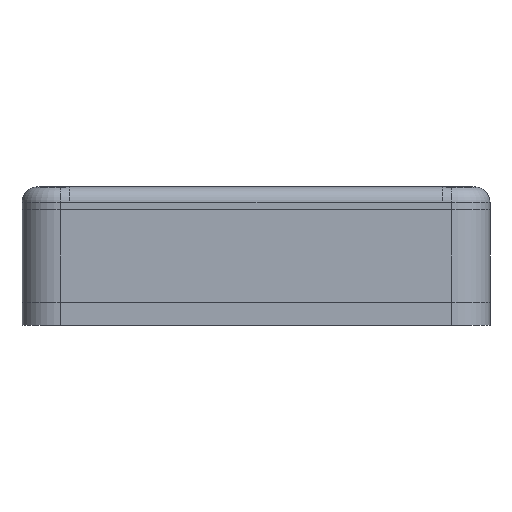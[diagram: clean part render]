
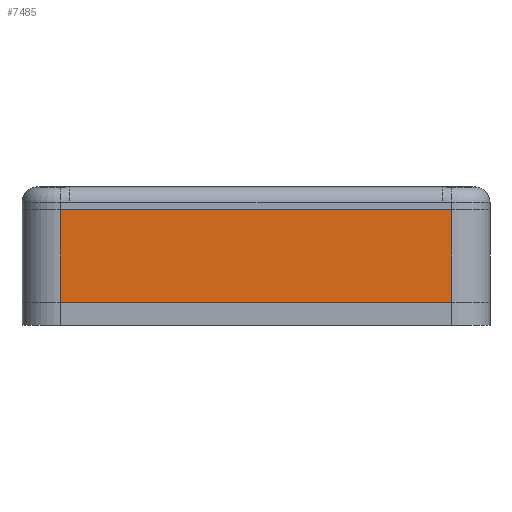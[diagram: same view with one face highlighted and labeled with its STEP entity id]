
A CAD part, left-side view. The second image highlights one B-rep face of the part: STEP entity #7485.
In plain terms, the highlighted planar face has unit normal (-1, 0, 0).
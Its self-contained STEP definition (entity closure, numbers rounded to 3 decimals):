
#755=PLANE('',#7893);
#1152=FACE_OUTER_BOUND('',#1615,.T.);
#1615=EDGE_LOOP('',(#6965,#6966,#6967,#6968));
#2246=LINE('',#14183,#2885);
#2254=LINE('',#14212,#2893);
#2255=LINE('',#14216,#2894);
#2256=LINE('',#14217,#2895);
#2885=VECTOR('',#9226,10.);
#2893=VECTOR('',#9254,10.);
#2894=VECTOR('',#9259,10.);
#2895=VECTOR('',#9260,10.);
#3735=VERTEX_POINT('',#14180);
#3736=VERTEX_POINT('',#14182);
#3747=VERTEX_POINT('',#14211);
#3748=VERTEX_POINT('',#14215);
#4811=EDGE_CURVE('',#3735,#3736,#2246,.T.);
#4826=EDGE_CURVE('',#3736,#3747,#2254,.T.);
#4828=EDGE_CURVE('',#3748,#3735,#2255,.T.);
#4829=EDGE_CURVE('',#3747,#3748,#2256,.T.);
#6965=ORIENTED_EDGE('',*,*,#4826,.F.);
#6966=ORIENTED_EDGE('',*,*,#4811,.F.);
#6967=ORIENTED_EDGE('',*,*,#4828,.F.);
#6968=ORIENTED_EDGE('',*,*,#4829,.F.);
#7485=ADVANCED_FACE('',(#1152),#755,.T.);
#7893=AXIS2_PLACEMENT_3D('',#14214,#9257,#9258);
#9226=DIRECTION('',(0.,-1.,0.));
#9254=DIRECTION('',(0.,0.,-1.));
#9257=DIRECTION('center_axis',(-1.,0.,0.));
#9258=DIRECTION('ref_axis',(0.,-1.,0.));
#9259=DIRECTION('',(0.,0.,1.));
#9260=DIRECTION('',(0.,1.,0.));
#14180=CARTESIAN_POINT('',(-10.,46.,15.));
#14182=CARTESIAN_POINT('',(-10.,-5.,15.));
#14183=CARTESIAN_POINT('',(-10.,35.75,15.));
#14211=CARTESIAN_POINT('',(-10.,-5.,3.));
#14212=CARTESIAN_POINT('',(-10.,-5.,3.));
#14214=CARTESIAN_POINT('Origin',(-10.,51.,3.));
#14215=CARTESIAN_POINT('',(-10.,46.,3.));
#14216=CARTESIAN_POINT('',(-10.,46.,3.));
#14217=CARTESIAN_POINT('',(-10.,35.75,3.));
